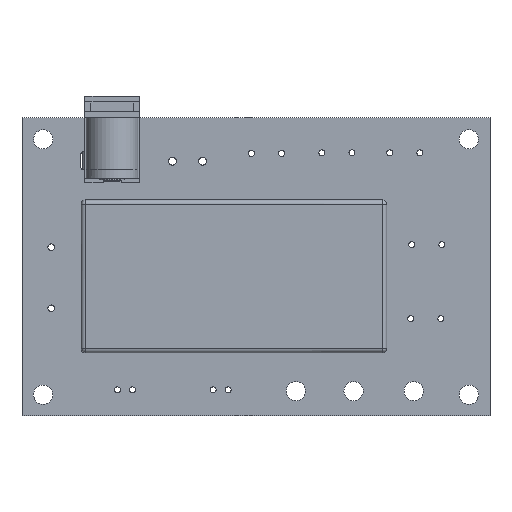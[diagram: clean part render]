
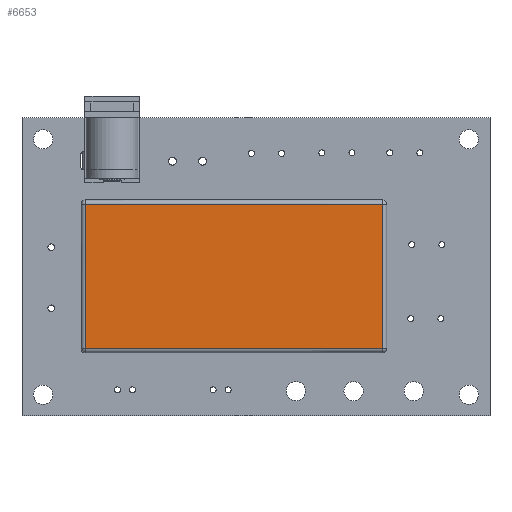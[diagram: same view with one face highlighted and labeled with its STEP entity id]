
A CAD part, top view. The second image highlights one B-rep face of the part: STEP entity #6653.
In plain terms, the highlighted free-form (B-spline) face has degree [1, 1] with [2, 2] control points.
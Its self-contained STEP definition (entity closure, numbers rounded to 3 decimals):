
#4570 = ( BOUNDED_SURFACE() B_SPLINE_SURFACE(2,1,(
    (#4571,#4572)
    ,(#4573,#4574)
    ,(#4575,#4576
)),.UNSPECIFIED.,.F.,.F.,.F.) B_SPLINE_SURFACE_WITH_KNOTS((3,3),(2,2),(
    0.,1.571),(0.126,49.526),
.PIECEWISE_BEZIER_KNOTS.) GEOMETRIC_REPRESENTATION_ITEM() 
RATIONAL_B_SPLINE_SURFACE((
    (1.,1.)
    ,(0.707,0.707)
,(1.,1.))) REPRESENTATION_ITEM('') SURFACE() );
#4571 = CARTESIAN_POINT('',(24.7,0.,12.));
#4572 = CARTESIAN_POINT('',(-24.7,0.,12.));
#4573 = CARTESIAN_POINT('',(24.7,0.,12.7));
#4574 = CARTESIAN_POINT('',(-24.7,0.,12.7));
#4575 = CARTESIAN_POINT('',(24.7,0.7,12.7));
#4576 = CARTESIAN_POINT('',(-24.7,0.7,12.7));
#6410 = ( BOUNDED_SURFACE() B_SPLINE_SURFACE(2,1,(
    (#6411,#6412)
    ,(#6413,#6414)
    ,(#6415,#6416
)),.UNSPECIFIED.,.F.,.F.,.F.) B_SPLINE_SURFACE_WITH_KNOTS((3,3),(2,2),(
    0.,1.571),(0.134,24.134),
.PIECEWISE_BEZIER_KNOTS.) GEOMETRIC_REPRESENTATION_ITEM() 
RATIONAL_B_SPLINE_SURFACE((
    (1.,1.)
    ,(0.707,0.707)
,(1.,1.))) REPRESENTATION_ITEM('') SURFACE() );
#6411 = CARTESIAN_POINT('',(-24.7,0.,12.));
#6412 = CARTESIAN_POINT('',(-24.7,0.,-12.));
#6413 = CARTESIAN_POINT('',(-25.4,0.,12.));
#6414 = CARTESIAN_POINT('',(-25.4,0.,-12.));
#6415 = CARTESIAN_POINT('',(-25.4,0.7,12.));
#6416 = CARTESIAN_POINT('',(-25.4,0.7,-12.));
#6527 = ( BOUNDED_SURFACE() B_SPLINE_SURFACE(2,1,(
    (#6528,#6529)
    ,(#6530,#6531)
    ,(#6532,#6533
)),.UNSPECIFIED.,.F.,.F.,.F.) B_SPLINE_SURFACE_WITH_KNOTS((3,3),(2,2),(
    0.,1.571),(0.089,49.489),
.PIECEWISE_BEZIER_KNOTS.) GEOMETRIC_REPRESENTATION_ITEM() 
RATIONAL_B_SPLINE_SURFACE((
    (1.,1.)
    ,(0.707,0.707)
,(1.,1.))) REPRESENTATION_ITEM('') SURFACE() );
#6528 = CARTESIAN_POINT('',(-24.7,0.,-12.));
#6529 = CARTESIAN_POINT('',(24.7,0.,-12.));
#6530 = CARTESIAN_POINT('',(-24.7,0.,-12.7));
#6531 = CARTESIAN_POINT('',(24.7,0.,-12.7));
#6532 = CARTESIAN_POINT('',(-24.7,0.7,-12.7));
#6533 = CARTESIAN_POINT('',(24.7,0.7,-12.7));
#6574 = VERTEX_POINT('',#6575);
#6575 = CARTESIAN_POINT('',(-24.7,0.,-12.));
#6598 = VERTEX_POINT('',#6599);
#6599 = CARTESIAN_POINT('',(24.7,0.,-12.));
#6630 = EDGE_CURVE('',#6574,#6598,#6631,.T.);
#6631 = SURFACE_CURVE('',#6632,(#6635,#6642),.PCURVE_S1.);
#6632 = B_SPLINE_CURVE_WITH_KNOTS('',1,(#6633,#6634),.UNSPECIFIED.,.F.,
  .F.,(2,2),(0.,49.4),.PIECEWISE_BEZIER_KNOTS.);
#6633 = CARTESIAN_POINT('',(-24.7,0.,-12.));
#6634 = CARTESIAN_POINT('',(24.7,0.,-12.));
#6635 = PCURVE('',#6527,#6636);
#6636 = DEFINITIONAL_REPRESENTATION('',(#6637),#6641);
#6637 = B_SPLINE_CURVE_WITH_KNOTS('',2,(#6638,#6639,#6640),
  .UNSPECIFIED.,.F.,.F.,(3,3),(0.,49.4),
  .PIECEWISE_BEZIER_KNOTS.);
#6638 = CARTESIAN_POINT('',(0.,0.089));
#6639 = CARTESIAN_POINT('',(0.,24.789));
#6640 = CARTESIAN_POINT('',(0.,49.489));
#6641 = ( GEOMETRIC_REPRESENTATION_CONTEXT(2) 
PARAMETRIC_REPRESENTATION_CONTEXT() REPRESENTATION_CONTEXT('2D SPACE',''
  ) );
#6642 = PCURVE('',#6643,#6648);
#6643 = B_SPLINE_SURFACE_WITH_KNOTS('',1,1,(
    (#6644,#6645)
    ,(#6646,#6647
    )),.UNSPECIFIED.,.F.,.F.,.F.,(2,2),(2,2),(0.7,50.1),(0.7,
    24.7),.PIECEWISE_BEZIER_KNOTS.);
#6644 = CARTESIAN_POINT('',(-24.7,0.,-12.));
#6645 = CARTESIAN_POINT('',(-24.7,0.,12.));
#6646 = CARTESIAN_POINT('',(24.7,0.,-12.));
#6647 = CARTESIAN_POINT('',(24.7,0.,12.));
#6648 = DEFINITIONAL_REPRESENTATION('',(#6649),#6652);
#6649 = B_SPLINE_CURVE_WITH_KNOTS('',1,(#6650,#6651),.UNSPECIFIED.,.F.,
  .F.,(2,2),(0.,49.4),.PIECEWISE_BEZIER_KNOTS.);
#6650 = CARTESIAN_POINT('',(0.7,0.7));
#6651 = CARTESIAN_POINT('',(50.1,0.7));
#6652 = ( GEOMETRIC_REPRESENTATION_CONTEXT(2) 
PARAMETRIC_REPRESENTATION_CONTEXT() REPRESENTATION_CONTEXT('2D SPACE',''
  ) );
#6653 = ADVANCED_FACE('',(#6654),#6643,.T.);
#6654 = FACE_BOUND('',#6655,.T.);
#6655 = EDGE_LOOP('',(#6656,#6684,#6705,#6724));
#6656 = ORIENTED_EDGE('',*,*,#6657,.T.);
#6657 = EDGE_CURVE('',#6598,#6658,#6660,.T.);
#6658 = VERTEX_POINT('',#6659);
#6659 = CARTESIAN_POINT('',(24.7,0.,12.));
#6660 = SURFACE_CURVE('',#6661,(#6664,#6670),.PCURVE_S1.);
#6661 = B_SPLINE_CURVE_WITH_KNOTS('',1,(#6662,#6663),.UNSPECIFIED.,.F.,
  .F.,(2,2),(0.,24.),.PIECEWISE_BEZIER_KNOTS.);
#6662 = CARTESIAN_POINT('',(24.7,0.,-12.));
#6663 = CARTESIAN_POINT('',(24.7,0.,12.));
#6664 = PCURVE('',#6643,#6665);
#6665 = DEFINITIONAL_REPRESENTATION('',(#6666),#6669);
#6666 = B_SPLINE_CURVE_WITH_KNOTS('',1,(#6667,#6668),.UNSPECIFIED.,.F.,
  .F.,(2,2),(0.,24.),.PIECEWISE_BEZIER_KNOTS.);
#6667 = CARTESIAN_POINT('',(50.1,0.7));
#6668 = CARTESIAN_POINT('',(50.1,24.7));
#6669 = ( GEOMETRIC_REPRESENTATION_CONTEXT(2) 
PARAMETRIC_REPRESENTATION_CONTEXT() REPRESENTATION_CONTEXT('2D SPACE',''
  ) );
#6670 = PCURVE('',#6671,#6678);
#6671 = ( BOUNDED_SURFACE() B_SPLINE_SURFACE(2,1,(
    (#6672,#6673)
    ,(#6674,#6675)
    ,(#6676,#6677
)),.UNSPECIFIED.,.F.,.F.,.F.) B_SPLINE_SURFACE_WITH_KNOTS((3,3),(2,2),(
    0.,1.571),(0.077,24.077),
.PIECEWISE_BEZIER_KNOTS.) GEOMETRIC_REPRESENTATION_ITEM() 
RATIONAL_B_SPLINE_SURFACE((
    (1.,1.)
    ,(0.707,0.707)
,(1.,1.))) REPRESENTATION_ITEM('') SURFACE() );
#6672 = CARTESIAN_POINT('',(24.7,0.,-12.));
#6673 = CARTESIAN_POINT('',(24.7,0.,12.));
#6674 = CARTESIAN_POINT('',(25.4,0.,-12.));
#6675 = CARTESIAN_POINT('',(25.4,0.,12.));
#6676 = CARTESIAN_POINT('',(25.4,0.7,-12.));
#6677 = CARTESIAN_POINT('',(25.4,0.7,12.));
#6678 = DEFINITIONAL_REPRESENTATION('',(#6679),#6683);
#6679 = B_SPLINE_CURVE_WITH_KNOTS('',2,(#6680,#6681,#6682),
  .UNSPECIFIED.,.F.,.F.,(3,3),(0.,24.),
  .PIECEWISE_BEZIER_KNOTS.);
#6680 = CARTESIAN_POINT('',(0.,0.077));
#6681 = CARTESIAN_POINT('',(0.,12.077));
#6682 = CARTESIAN_POINT('',(0.,24.077));
#6683 = ( GEOMETRIC_REPRESENTATION_CONTEXT(2) 
PARAMETRIC_REPRESENTATION_CONTEXT() REPRESENTATION_CONTEXT('2D SPACE',''
  ) );
#6684 = ORIENTED_EDGE('',*,*,#6685,.T.);
#6685 = EDGE_CURVE('',#6658,#6686,#6688,.T.);
#6686 = VERTEX_POINT('',#6687);
#6687 = CARTESIAN_POINT('',(-24.7,0.,12.));
#6688 = SURFACE_CURVE('',#6689,(#6692,#6698),.PCURVE_S1.);
#6689 = B_SPLINE_CURVE_WITH_KNOTS('',1,(#6690,#6691),.UNSPECIFIED.,.F.,
  .F.,(2,2),(0.,49.4),.PIECEWISE_BEZIER_KNOTS.);
#6690 = CARTESIAN_POINT('',(24.7,0.,12.));
#6691 = CARTESIAN_POINT('',(-24.7,0.,12.));
#6692 = PCURVE('',#6643,#6693);
#6693 = DEFINITIONAL_REPRESENTATION('',(#6694),#6697);
#6694 = B_SPLINE_CURVE_WITH_KNOTS('',1,(#6695,#6696),.UNSPECIFIED.,.F.,
  .F.,(2,2),(0.,49.4),.PIECEWISE_BEZIER_KNOTS.);
#6695 = CARTESIAN_POINT('',(50.1,24.7));
#6696 = CARTESIAN_POINT('',(0.7,24.7));
#6697 = ( GEOMETRIC_REPRESENTATION_CONTEXT(2) 
PARAMETRIC_REPRESENTATION_CONTEXT() REPRESENTATION_CONTEXT('2D SPACE',''
  ) );
#6698 = PCURVE('',#4570,#6699);
#6699 = DEFINITIONAL_REPRESENTATION('',(#6700),#6704);
#6700 = B_SPLINE_CURVE_WITH_KNOTS('',2,(#6701,#6702,#6703),
  .UNSPECIFIED.,.F.,.F.,(3,3),(0.,49.4),
  .PIECEWISE_BEZIER_KNOTS.);
#6701 = CARTESIAN_POINT('',(0.,0.126));
#6702 = CARTESIAN_POINT('',(0.,24.826));
#6703 = CARTESIAN_POINT('',(0.,49.526));
#6704 = ( GEOMETRIC_REPRESENTATION_CONTEXT(2) 
PARAMETRIC_REPRESENTATION_CONTEXT() REPRESENTATION_CONTEXT('2D SPACE',''
  ) );
#6705 = ORIENTED_EDGE('',*,*,#6706,.T.);
#6706 = EDGE_CURVE('',#6686,#6574,#6707,.T.);
#6707 = SURFACE_CURVE('',#6708,(#6711,#6717),.PCURVE_S1.);
#6708 = B_SPLINE_CURVE_WITH_KNOTS('',1,(#6709,#6710),.UNSPECIFIED.,.F.,
  .F.,(2,2),(0.,24.),.PIECEWISE_BEZIER_KNOTS.);
#6709 = CARTESIAN_POINT('',(-24.7,0.,12.));
#6710 = CARTESIAN_POINT('',(-24.7,0.,-12.));
#6711 = PCURVE('',#6643,#6712);
#6712 = DEFINITIONAL_REPRESENTATION('',(#6713),#6716);
#6713 = B_SPLINE_CURVE_WITH_KNOTS('',1,(#6714,#6715),.UNSPECIFIED.,.F.,
  .F.,(2,2),(0.,24.),.PIECEWISE_BEZIER_KNOTS.);
#6714 = CARTESIAN_POINT('',(0.7,24.7));
#6715 = CARTESIAN_POINT('',(0.7,0.7));
#6716 = ( GEOMETRIC_REPRESENTATION_CONTEXT(2) 
PARAMETRIC_REPRESENTATION_CONTEXT() REPRESENTATION_CONTEXT('2D SPACE',''
  ) );
#6717 = PCURVE('',#6410,#6718);
#6718 = DEFINITIONAL_REPRESENTATION('',(#6719),#6723);
#6719 = B_SPLINE_CURVE_WITH_KNOTS('',2,(#6720,#6721,#6722),
  .UNSPECIFIED.,.F.,.F.,(3,3),(0.,24.),
  .PIECEWISE_BEZIER_KNOTS.);
#6720 = CARTESIAN_POINT('',(0.,0.134));
#6721 = CARTESIAN_POINT('',(0.,12.134));
#6722 = CARTESIAN_POINT('',(0.,24.134));
#6723 = ( GEOMETRIC_REPRESENTATION_CONTEXT(2) 
PARAMETRIC_REPRESENTATION_CONTEXT() REPRESENTATION_CONTEXT('2D SPACE',''
  ) );
#6724 = ORIENTED_EDGE('',*,*,#6630,.T.);
